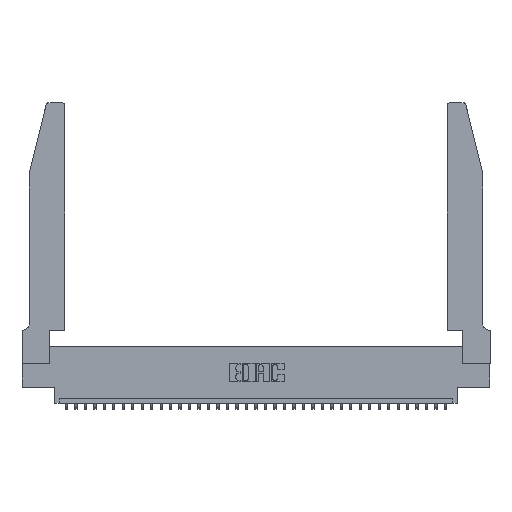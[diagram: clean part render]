
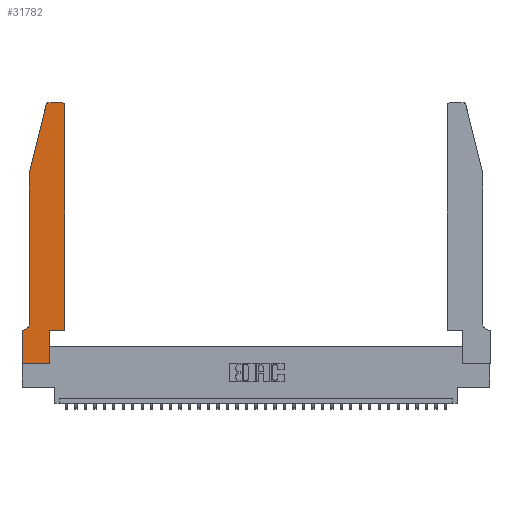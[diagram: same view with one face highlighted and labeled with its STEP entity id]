
A CAD part, top view. The second image highlights one B-rep face of the part: STEP entity #31782.
In plain terms, the highlighted planar face has unit normal (0, 0, 1).
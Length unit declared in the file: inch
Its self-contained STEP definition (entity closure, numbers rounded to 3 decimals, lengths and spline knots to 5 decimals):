
#27 = CARTESIAN_POINT ( 'NONE',  ( 0., 0., 0.37 ) ) ;
#541 = EDGE_LOOP ( 'NONE', ( #19037, #13604, #8161, #1589, #13294, #25519, #24674, #11940, #12048, #7524, #16974, #9842 ) ) ;
#1462 = CIRCLE ( 'NONE', #7933, 0.07 ) ;
#1516 = EDGE_CURVE ( 'NONE', #13283, #19689, #14290, .T. ) ;
#1532 = DIRECTION ( 'NONE',  ( 0., 0., 1. ) ) ;
#1589 = ORIENTED_EDGE ( 'NONE', *, *, #14393, .T. ) ;
#1925 = VERTEX_POINT ( 'NONE', #8404 ) ;
#2515 = DIRECTION ( 'NONE',  ( 0., 0., 1. ) ) ;
#2769 = CARTESIAN_POINT ( 'NONE',  ( 0.4505, 0.35, 0.37 ) ) ;
#3806 = CARTESIAN_POINT ( 'NONE',  ( 0.0755, 0.35, 0.37 ) ) ;
#4158 = VECTOR ( 'NONE', #24473, 39.37008 ) ;
#4451 = CARTESIAN_POINT ( 'NONE',  ( 0.4505, 0.35, 0.37 ) ) ;
#4770 = CARTESIAN_POINT ( 'NONE',  ( 0.0755, 2., 0.37 ) ) ;
#4938 = AXIS2_PLACEMENT_3D ( 'NONE', #17359, #31285, #16895 ) ;
#4980 = DIRECTION ( 'NONE',  ( 1., 0., 0. ) ) ;
#5360 = DIRECTION ( 'NONE',  ( 0., 0., -1. ) ) ;
#5499 = VERTEX_POINT ( 'NONE', #7227 ) ;
#6329 = LINE ( 'NONE', #12626, #26767 ) ;
#6544 = EDGE_CURVE ( 'NONE', #32315, #5499, #6329, .T. ) ;
#7097 = LINE ( 'NONE', #34905, #13625 ) ;
#7227 = CARTESIAN_POINT ( 'NONE',  ( 0.284, 2.75, 0.37 ) ) ;
#7524 = ORIENTED_EDGE ( 'NONE', *, *, #24595, .T. ) ;
#7678 = EDGE_CURVE ( 'NONE', #30549, #1925, #1462, .T. ) ;
#7818 = CARTESIAN_POINT ( 'NONE',  ( 0.4205, 2.75, 0.37 ) ) ;
#7933 = AXIS2_PLACEMENT_3D ( 'NONE', #27922, #5360, #8157 ) ;
#8157 = DIRECTION ( 'NONE',  ( -1., 0., 0. ) ) ;
#8161 = ORIENTED_EDGE ( 'NONE', *, *, #19452, .T. ) ;
#8300 = VECTOR ( 'NONE', #12090, 39.37008 ) ;
#8404 = CARTESIAN_POINT ( 'NONE',  ( 0.0055, 0.35, 0.37 ) ) ;
#9268 = EDGE_CURVE ( 'NONE', #29424, #12110, #11353, .T. ) ;
#9842 = ORIENTED_EDGE ( 'NONE', *, *, #34870, .T. ) ;
#10187 = VERTEX_POINT ( 'NONE', #21465 ) ;
#11177 = CARTESIAN_POINT ( 'NONE',  ( 0.2865, 0.35, 0.37 ) ) ;
#11353 = LINE ( 'NONE', #31214, #8300 ) ;
#11940 = ORIENTED_EDGE ( 'NONE', *, *, #28407, .T. ) ;
#12007 = LINE ( 'NONE', #24528, #20229 ) ;
#12048 = ORIENTED_EDGE ( 'NONE', *, *, #9268, .T. ) ;
#12090 = DIRECTION ( 'NONE',  ( 0., 1., 0. ) ) ;
#12110 = VERTEX_POINT ( 'NONE', #11177 ) ;
#12520 = CARTESIAN_POINT ( 'NONE',  ( 0.2865, 0., 0.37 ) ) ;
#12626 = CARTESIAN_POINT ( 'NONE',  ( 0.2605, 2.75, 0.37 ) ) ;
#13283 = VERTEX_POINT ( 'NONE', #28000 ) ;
#13294 = ORIENTED_EDGE ( 'NONE', *, *, #7678, .T. ) ;
#13604 = ORIENTED_EDGE ( 'NONE', *, *, #27971, .T. ) ;
#13625 = VECTOR ( 'NONE', #31629, 39.37008 ) ;
#14290 = LINE ( 'NONE', #2769, #35533 ) ;
#14393 = EDGE_CURVE ( 'NONE', #35435, #30549, #28868, .T. ) ;
#14405 = AXIS2_PLACEMENT_3D ( 'NONE', #34774, #1532, #32115 ) ;
#16180 = DIRECTION ( 'NONE',  ( -0.239, -0.971, 0. ) ) ;
#16895 = DIRECTION ( 'NONE',  ( 1., 0., 0. ) ) ;
#16974 = ORIENTED_EDGE ( 'NONE', *, *, #1516, .T. ) ;
#17359 = CARTESIAN_POINT ( 'NONE',  ( 0.4205, 2.72, 0.37 ) ) ;
#17495 = CIRCLE ( 'NONE', #4938, 0.03 ) ;
#17646 = LINE ( 'NONE', #3806, #18928 ) ;
#18225 = DIRECTION ( 'NONE',  ( -1., 0., 0. ) ) ;
#18928 = VECTOR ( 'NONE', #34512, 39.37008 ) ;
#19037 = ORIENTED_EDGE ( 'NONE', *, *, #6544, .T. ) ;
#19452 = EDGE_CURVE ( 'NONE', #10187, #35435, #12007, .T. ) ;
#19689 = VERTEX_POINT ( 'NONE', #33601 ) ;
#20187 = VECTOR ( 'NONE', #24182, 39.37008 ) ;
#20229 = VECTOR ( 'NONE', #16180, 39.37008 ) ;
#20307 = CARTESIAN_POINT ( 'NONE',  ( 0.0755, 0.42, 0.37 ) ) ;
#20597 = EDGE_CURVE ( 'NONE', #26142, #30374, #32362, .T. ) ;
#21428 = CARTESIAN_POINT ( 'NONE',  ( 0., 0., 0.37 ) ) ;
#21465 = CARTESIAN_POINT ( 'NONE',  ( 0.25487, 2.72718, 0.37 ) ) ;
#23856 = PLANE ( 'NONE',  #14405 ) ;
#24182 = DIRECTION ( 'NONE',  ( 0., -1., 0. ) ) ;
#24208 = DIRECTION ( 'NONE',  ( 0., -1., 0. ) ) ;
#24473 = DIRECTION ( 'NONE',  ( 1., 0., 0. ) ) ;
#24528 = CARTESIAN_POINT ( 'NONE',  ( 0.0755, 2., 0.37 ) ) ;
#24595 = EDGE_CURVE ( 'NONE', #12110, #13283, #33690, .T. ) ;
#24674 = ORIENTED_EDGE ( 'NONE', *, *, #20597, .T. ) ;
#25015 = EDGE_CURVE ( 'NONE', #1925, #26142, #17646, .T. ) ;
#25019 = DIRECTION ( 'NONE',  ( 0., 1., 0. ) ) ;
#25519 = ORIENTED_EDGE ( 'NONE', *, *, #25015, .T. ) ;
#25718 = AXIS2_PLACEMENT_3D ( 'NONE', #32649, #2515, #4980 ) ;
#26142 = VERTEX_POINT ( 'NONE', #30949 ) ;
#26767 = VECTOR ( 'NONE', #18225, 39.37008 ) ;
#26879 = FACE_OUTER_BOUND ( 'NONE', #541, .T. ) ;
#27922 = CARTESIAN_POINT ( 'NONE',  ( 0.0055, 0.42, 0.37 ) ) ;
#27971 = EDGE_CURVE ( 'NONE', #5499, #10187, #28405, .T. ) ;
#28000 = CARTESIAN_POINT ( 'NONE',  ( 0.4505, 0.35, 0.37 ) ) ;
#28405 = CIRCLE ( 'NONE', #25718, 0.03 ) ;
#28407 = EDGE_CURVE ( 'NONE', #30374, #29424, #7097, .T. ) ;
#28868 = LINE ( 'NONE', #4770, #20187 ) ;
#29424 = VERTEX_POINT ( 'NONE', #12520 ) ;
#29758 = VECTOR ( 'NONE', #24208, 39.37008 ) ;
#30374 = VERTEX_POINT ( 'NONE', #27 ) ;
#30549 = VERTEX_POINT ( 'NONE', #20307 ) ;
#30949 = CARTESIAN_POINT ( 'NONE',  ( 0., 0.35, 0.37 ) ) ;
#31214 = CARTESIAN_POINT ( 'NONE',  ( 0.2865, 0.35, 0.37 ) ) ;
#31285 = DIRECTION ( 'NONE',  ( 0., 0., 1. ) ) ;
#31629 = DIRECTION ( 'NONE',  ( 1., 0., 0. ) ) ;
#31782 = ADVANCED_FACE ( 'NONE', ( #26879 ), #23856, .T. ) ;
#32115 = DIRECTION ( 'NONE',  ( 1., 0., 0. ) ) ;
#32315 = VERTEX_POINT ( 'NONE', #7818 ) ;
#32362 = LINE ( 'NONE', #21428, #29758 ) ;
#32649 = CARTESIAN_POINT ( 'NONE',  ( 0.284, 2.72, 0.37 ) ) ;
#33080 = CARTESIAN_POINT ( 'NONE',  ( 0.0755, 2., 0.37 ) ) ;
#33601 = CARTESIAN_POINT ( 'NONE',  ( 0.4505, 2.72, 0.37 ) ) ;
#33690 = LINE ( 'NONE', #4451, #4158 ) ;
#34512 = DIRECTION ( 'NONE',  ( -1., 0., 0. ) ) ;
#34774 = CARTESIAN_POINT ( 'NONE',  ( 0., 0.35, 0.37 ) ) ;
#34870 = EDGE_CURVE ( 'NONE', #19689, #32315, #17495, .T. ) ;
#34905 = CARTESIAN_POINT ( 'NONE',  ( 0., 0., 0.37 ) ) ;
#35435 = VERTEX_POINT ( 'NONE', #33080 ) ;
#35533 = VECTOR ( 'NONE', #25019, 39.37008 ) ;
